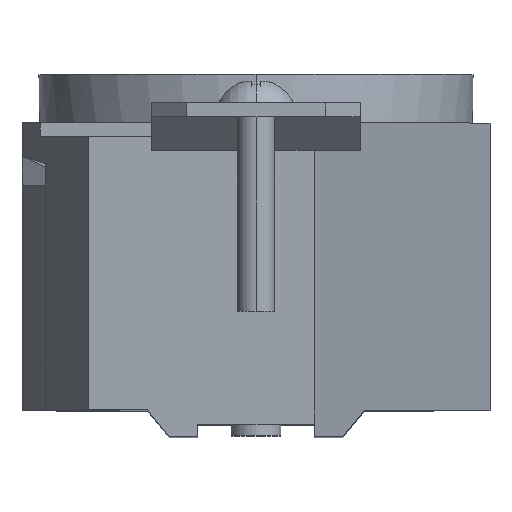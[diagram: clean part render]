
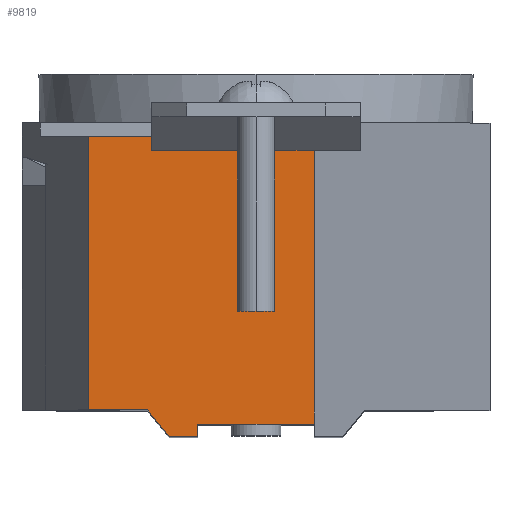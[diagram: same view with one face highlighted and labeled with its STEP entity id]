
A CAD part, top view. The second image highlights one B-rep face of the part: STEP entity #9819.
In plain terms, the highlighted planar face has unit normal (0, 0, 1).
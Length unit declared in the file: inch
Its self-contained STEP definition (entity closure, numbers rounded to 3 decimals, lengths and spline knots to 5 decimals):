
#4285 = CARTESIAN_POINT ( 'NONE',  ( -0.375, 0.935, 1.335 ) ) ;
#4538 = LINE ( 'NONE', #4285, #4979 ) ;
#4540 = CARTESIAN_POINT ( 'NONE',  ( -0.375, 0.935, 1.335 ) ) ;
#4541 = DIRECTION ( 'NONE',  ( 1., 0., 0. ) ) ;
#4542 = VECTOR ( 'NONE', #4541, 39.37008 ) ;
#4543 = CARTESIAN_POINT ( 'NONE',  ( 0.375, 0.935, 1.335 ) ) ;
#4544 = LINE ( 'NONE', #4543, #4542 ) ;
#4545 = DIRECTION ( 'NONE',  ( 0., -1., 0. ) ) ;
#4546 = VECTOR ( 'NONE', #4545, 39.37008 ) ;
#4547 = CARTESIAN_POINT ( 'NONE',  ( 0.2089, 0.985, 1.335 ) ) ;
#4548 = LINE ( 'NONE', #4547, #4546 ) ;
#4793 = CARTESIAN_POINT ( 'NONE',  ( -0.2089, -0.09563, 1.335 ) ) ;
#4795 = CARTESIAN_POINT ( 'NONE',  ( -0.6036, 0.985, 1.335 ) ) ;
#4796 = CARTESIAN_POINT ( 'NONE',  ( -0.3125, -0.09563, 1.335 ) ) ;
#4797 = CARTESIAN_POINT ( 'NONE',  ( -0.6036, 0., 1.335 ) ) ;
#4878 = CARTESIAN_POINT ( 'NONE',  ( -0.2089, -0.05063, 1.335 ) ) ;
#4879 = CARTESIAN_POINT ( 'NONE',  ( -0.39, 0., 1.335 ) ) ;
#4895 = CARTESIAN_POINT ( 'NONE',  ( 0.2089, 0.935, 1.335 ) ) ;
#4896 = DIRECTION ( 'NONE',  ( -1., 0., 0. ) ) ;
#4897 = VECTOR ( 'NONE', #4896, 39.37008 ) ;
#4898 = CARTESIAN_POINT ( 'NONE',  ( -0.2089, -0.05063, 1.335 ) ) ;
#4899 = LINE ( 'NONE', #4898, #4897 ) ;
#4900 = DIRECTION ( 'NONE',  ( 0., -1., 0. ) ) ;
#4901 = VECTOR ( 'NONE', #4900, 39.37008 ) ;
#4902 = CARTESIAN_POINT ( 'NONE',  ( -0.2089, -0.05063, 1.335 ) ) ;
#4903 = LINE ( 'NONE', #4902, #4901 ) ;
#4904 = DIRECTION ( 'NONE',  ( -1., 0., 0. ) ) ;
#4905 = VECTOR ( 'NONE', #4904, 39.37008 ) ;
#4906 = CARTESIAN_POINT ( 'NONE',  ( -0.39, -0.09563, 1.335 ) ) ;
#4907 = LINE ( 'NONE', #4906, #4905 ) ;
#4908 = DIRECTION ( 'NONE',  ( -0.63, 0.777, 0. ) ) ;
#4909 = VECTOR ( 'NONE', #4908, 39.37008 ) ;
#4910 = CARTESIAN_POINT ( 'NONE',  ( -0.3432, -0.05774, 1.335 ) ) ;
#4911 = LINE ( 'NONE', #4910, #4909 ) ;
#4912 = DIRECTION ( 'NONE',  ( 1., 0., 0. ) ) ;
#4913 = VECTOR ( 'NONE', #4912, 39.37008 ) ;
#4914 = CARTESIAN_POINT ( 'NONE',  ( 0.2089, 0., 1.335 ) ) ;
#4915 = LINE ( 'NONE', #4914, #4913 ) ;
#4916 = DIRECTION ( 'NONE',  ( 0., -1., 0. ) ) ;
#4917 = VECTOR ( 'NONE', #4916, 39.37008 ) ;
#4918 = CARTESIAN_POINT ( 'NONE',  ( -0.6036, 0.985, 1.335 ) ) ;
#4919 = DIRECTION ( 'NONE',  ( -1., 0., 0. ) ) ;
#4920 = DIRECTION ( 'NONE',  ( 0., 0., -1. ) ) ;
#4921 = CARTESIAN_POINT ( 'NONE',  ( 0.2089, 0.985, 1.335 ) ) ;
#4922 = AXIS2_PLACEMENT_3D ( 'NONE', #4921, #4920, #4919 ) ;
#4923 = PLANE ( 'NONE',  #4922 ) ;
#4924 = LINE ( 'NONE', #4918, #4917 ) ;
#4925 = FACE_OUTER_BOUND ( 'NONE', #9843, .T. ) ;
#4940 = CARTESIAN_POINT ( 'NONE',  ( 0.2089, -0.05063, 1.335 ) ) ;
#4959 = LINE ( 'NONE', #5002, #5001 ) ;
#4978 = DIRECTION ( 'NONE',  ( 0., 1., 0. ) ) ;
#4979 = VECTOR ( 'NONE', #4978, 39.37008 ) ;
#4980 = CARTESIAN_POINT ( 'NONE',  ( -0.375, 0.985, 1.335 ) ) ;
#5000 = DIRECTION ( 'NONE',  ( 1., 0., 0. ) ) ;
#5001 = VECTOR ( 'NONE', #5000, 39.37008 ) ;
#5002 = CARTESIAN_POINT ( 'NONE',  ( 0.2089, 0.985, 1.335 ) ) ;
#9755 = EDGE_CURVE ( 'NONE', #9833, #9813, #4548, .T. ) ;
#9756 = ORIENTED_EDGE ( 'NONE', *, *, #9757, .F. ) ;
#9757 = EDGE_CURVE ( 'NONE', #9758, #9833, #4544, .T. ) ;
#9758 = VERTEX_POINT ( 'NONE', #4540 ) ;
#9759 = ORIENTED_EDGE ( 'NONE', *, *, #9760, .T. ) ;
#9760 = EDGE_CURVE ( 'NONE', #9758, #9761, #4538, .T. ) ;
#9761 = VERTEX_POINT ( 'NONE', #4980 ) ;
#9762 = ORIENTED_EDGE ( 'NONE', *, *, #9763, .F. ) ;
#9763 = EDGE_CURVE ( 'NONE', #9779, #9761, #4959, .T. ) ;
#9776 = VERTEX_POINT ( 'NONE', #4797 ) ;
#9777 = VERTEX_POINT ( 'NONE', #4796 ) ;
#9779 = VERTEX_POINT ( 'NONE', #4795 ) ;
#9781 = VERTEX_POINT ( 'NONE', #4793 ) ;
#9813 = VERTEX_POINT ( 'NONE', #4940 ) ;
#9819 = ADVANCED_FACE ( 'NONE', ( #4925 ), #4923, .F. ) ;
#9820 = ORIENTED_EDGE ( 'NONE', *, *, #9821, .T. ) ;
#9821 = EDGE_CURVE ( 'NONE', #9779, #9776, #4924, .T. ) ;
#9822 = ORIENTED_EDGE ( 'NONE', *, *, #9823, .T. ) ;
#9823 = EDGE_CURVE ( 'NONE', #9776, #9844, #4915, .T. ) ;
#9824 = ORIENTED_EDGE ( 'NONE', *, *, #9825, .F. ) ;
#9825 = EDGE_CURVE ( 'NONE', #9777, #9844, #4911, .T. ) ;
#9826 = ORIENTED_EDGE ( 'NONE', *, *, #9827, .F. ) ;
#9827 = EDGE_CURVE ( 'NONE', #9781, #9777, #4907, .T. ) ;
#9828 = ORIENTED_EDGE ( 'NONE', *, *, #9829, .F. ) ;
#9829 = EDGE_CURVE ( 'NONE', #9846, #9781, #4903, .T. ) ;
#9830 = ORIENTED_EDGE ( 'NONE', *, *, #9831, .F. ) ;
#9831 = EDGE_CURVE ( 'NONE', #9813, #9846, #4899, .T. ) ;
#9832 = ORIENTED_EDGE ( 'NONE', *, *, #9755, .F. ) ;
#9833 = VERTEX_POINT ( 'NONE', #4895 ) ;
#9843 = EDGE_LOOP ( 'NONE', ( #9820, #9822, #9824, #9826, #9828, #9830, #9832, #9756, #9759, #9762 ) ) ;
#9844 = VERTEX_POINT ( 'NONE', #4879 ) ;
#9846 = VERTEX_POINT ( 'NONE', #4878 ) ;
